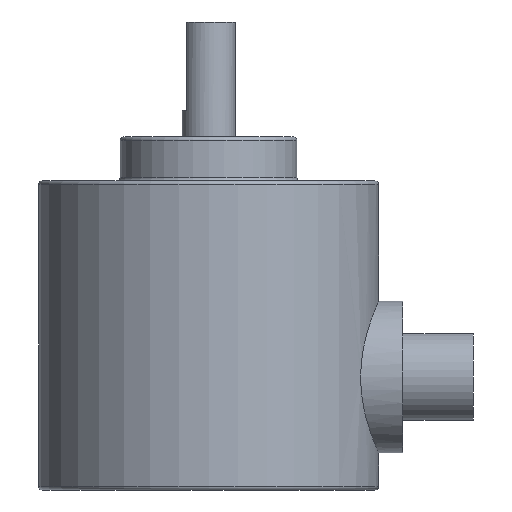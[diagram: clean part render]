
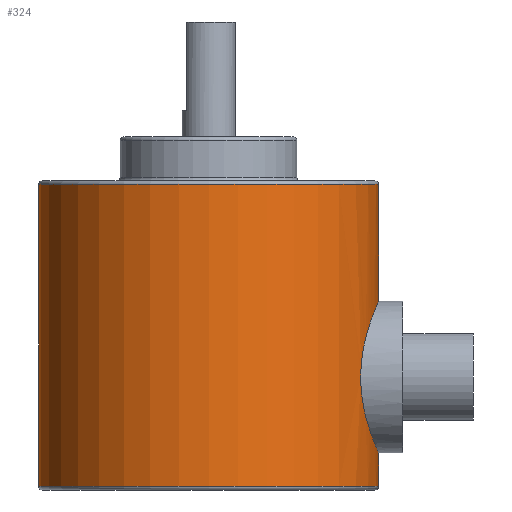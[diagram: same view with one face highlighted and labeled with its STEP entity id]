
A CAD part, left-side view. The second image highlights one B-rep face of the part: STEP entity #324.
In plain terms, the highlighted cylindrical face has radius 19.25 mm (diameter 38.5 mm), a full revolution.
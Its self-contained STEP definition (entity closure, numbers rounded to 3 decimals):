
#26=B_SPLINE_CURVE_WITH_KNOTS('',3,(#529,#530,#531,#532,#533,#534,#535,
#536,#537,#538,#539,#540,#541,#542,#543,#544,#545,#546,#547,#548,#549,#550,
#551,#552,#553,#554,#555,#556,#557,#558,#559,#560,#561,#562),
 .UNSPECIFIED.,.T.,.F.,(4,2,2,2,2,2,2,2,2,2,2,2,2,2,2,2,4),(0.,0.328,
0.657,0.985,1.313,1.64,1.968,
2.297,2.625,2.953,3.282,3.61,
3.938,4.265,4.593,4.922,5.25),
 .UNSPECIFIED.);
#54=FACE_BOUND('',#117,.T.);
#55=FACE_BOUND('',#118,.T.);
#74=FACE_OUTER_BOUND('',#116,.T.);
#116=EDGE_LOOP('',(#256));
#117=EDGE_LOOP('',(#257));
#118=EDGE_LOOP('',(#258));
#162=CIRCLE('',#368,19.25);
#164=CIRCLE('',#371,19.25);
#178=VERTEX_POINT('',#528);
#189=VERTEX_POINT('',#588);
#191=VERTEX_POINT('',#593);
#207=EDGE_CURVE('',#178,#178,#26,.T.);
#218=EDGE_CURVE('',#189,#189,#162,.T.);
#220=EDGE_CURVE('',#191,#191,#164,.T.);
#256=ORIENTED_EDGE('',*,*,#220,.F.);
#257=ORIENTED_EDGE('',*,*,#207,.T.);
#258=ORIENTED_EDGE('',*,*,#218,.F.);
#300=CYLINDRICAL_SURFACE('',#370,19.25);
#324=ADVANCED_FACE('',(#74,#54,#55),#300,.T.);
#368=AXIS2_PLACEMENT_3D('',#589,#446,#447);
#370=AXIS2_PLACEMENT_3D('',#592,#450,#451);
#371=AXIS2_PLACEMENT_3D('',#594,#452,#453);
#446=DIRECTION('center_axis',(0.,0.,-1.));
#447=DIRECTION('ref_axis',(1.,0.,0.));
#450=DIRECTION('center_axis',(0.,0.,-1.));
#451=DIRECTION('ref_axis',(1.,0.,0.));
#452=DIRECTION('center_axis',(0.,0.,1.));
#453=DIRECTION('ref_axis',(1.,0.,0.));
#528=CARTESIAN_POINT('',(-8.576,-17.234,-22.21));
#529=CARTESIAN_POINT('Ctrl Pts',(-8.576,-17.234,-22.21));
#530=CARTESIAN_POINT('Ctrl Pts',(-8.576,-17.234,-21.115));
#531=CARTESIAN_POINT('Ctrl Pts',(-8.354,-17.35,-19.96));
#532=CARTESIAN_POINT('Ctrl Pts',(-7.475,-17.746,-17.853));
#533=CARTESIAN_POINT('Ctrl Pts',(-6.818,-18.02,-16.899));
#534=CARTESIAN_POINT('Ctrl Pts',(-5.312,-18.52,-15.393));
#535=CARTESIAN_POINT('Ctrl Pts',(-4.357,-18.781,-14.736));
#536=CARTESIAN_POINT('Ctrl Pts',(-2.249,-19.148,-13.856));
#537=CARTESIAN_POINT('Ctrl Pts',(-1.093,-19.25,-13.634));
#538=CARTESIAN_POINT('Ctrl Pts',(1.093,-19.25,-13.634));
#539=CARTESIAN_POINT('Ctrl Pts',(2.249,-19.148,-13.856));
#540=CARTESIAN_POINT('Ctrl Pts',(4.357,-18.781,-14.736));
#541=CARTESIAN_POINT('Ctrl Pts',(5.312,-18.52,-15.393));
#542=CARTESIAN_POINT('Ctrl Pts',(6.818,-18.02,-16.899));
#543=CARTESIAN_POINT('Ctrl Pts',(7.475,-17.746,-17.853));
#544=CARTESIAN_POINT('Ctrl Pts',(8.354,-17.35,-19.96));
#545=CARTESIAN_POINT('Ctrl Pts',(8.576,-17.234,-21.115));
#546=CARTESIAN_POINT('Ctrl Pts',(8.576,-17.234,-23.305));
#547=CARTESIAN_POINT('Ctrl Pts',(8.354,-17.35,-24.459));
#548=CARTESIAN_POINT('Ctrl Pts',(7.475,-17.746,-26.567));
#549=CARTESIAN_POINT('Ctrl Pts',(6.818,-18.02,-27.52));
#550=CARTESIAN_POINT('Ctrl Pts',(5.312,-18.52,-29.026));
#551=CARTESIAN_POINT('Ctrl Pts',(4.357,-18.781,-29.684));
#552=CARTESIAN_POINT('Ctrl Pts',(2.249,-19.148,-30.564));
#553=CARTESIAN_POINT('Ctrl Pts',(1.093,-19.25,-30.786));
#554=CARTESIAN_POINT('Ctrl Pts',(-1.093,-19.25,-30.786));
#555=CARTESIAN_POINT('Ctrl Pts',(-2.249,-19.148,-30.564));
#556=CARTESIAN_POINT('Ctrl Pts',(-4.357,-18.781,-29.684));
#557=CARTESIAN_POINT('Ctrl Pts',(-5.312,-18.52,-29.026));
#558=CARTESIAN_POINT('Ctrl Pts',(-6.818,-18.02,-27.52));
#559=CARTESIAN_POINT('Ctrl Pts',(-7.475,-17.746,-26.567));
#560=CARTESIAN_POINT('Ctrl Pts',(-8.354,-17.35,-24.459));
#561=CARTESIAN_POINT('Ctrl Pts',(-8.576,-17.234,-23.305));
#562=CARTESIAN_POINT('Ctrl Pts',(-8.576,-17.234,-22.21));
#588=CARTESIAN_POINT('',(-19.25,0.,-34.6));
#589=CARTESIAN_POINT('Origin',(0.,0.,-34.6));
#592=CARTESIAN_POINT('Origin',(0.,0.,0.));
#593=CARTESIAN_POINT('',(-19.25,0.,-0.4));
#594=CARTESIAN_POINT('Origin',(0.,0.,-0.4));
